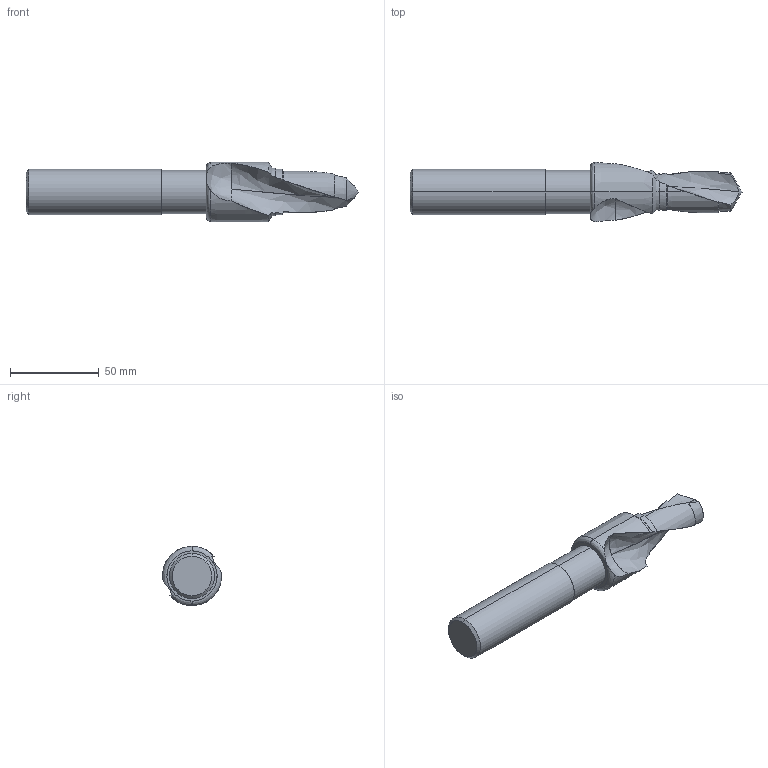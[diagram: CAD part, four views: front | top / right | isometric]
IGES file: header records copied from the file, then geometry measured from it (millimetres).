
Start section: SolidWorks IGES file using analytic representation for surfaces
Global section: file name: 994005002.IGS; native system: SolidWorks 2014; preprocessor: SolidWorks 2014; author: martinw; date: 150721.101234; units: inch
Bounding box: 187.13 x 33.32 x 33.34 mm (x, y, z)
Surface area: 16634 mm2 (no closed solid volume)
Topology: 0 solids, 0 shells, 44 faces, 690 edges, 688 vertices
Faces by surface type: revolution 33, bspline 11
